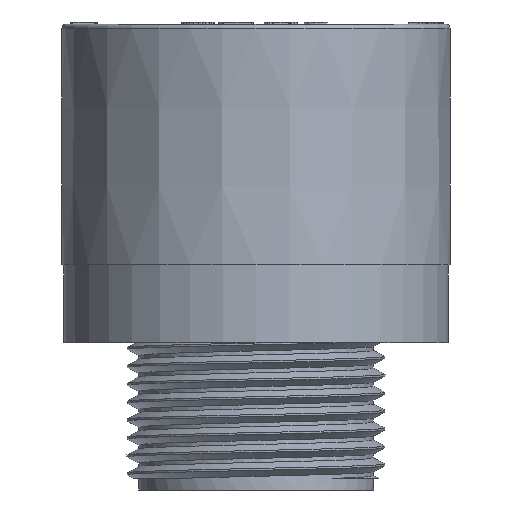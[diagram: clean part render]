
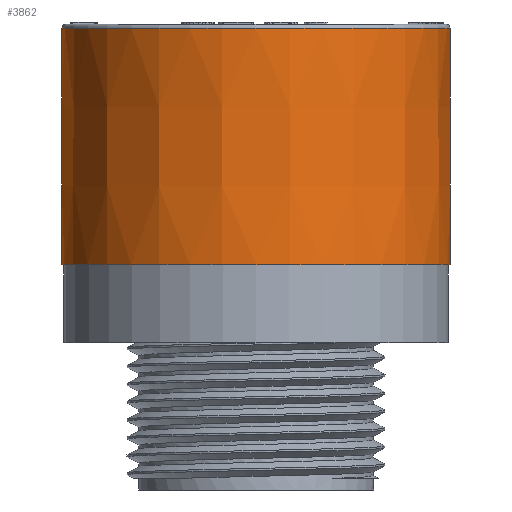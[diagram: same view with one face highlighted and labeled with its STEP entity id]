
A CAD part, left-side view. The second image highlights one B-rep face of the part: STEP entity #3862.
In plain terms, the highlighted conical face has half-angle 0.092 degrees and reference radius 25.05 mm.
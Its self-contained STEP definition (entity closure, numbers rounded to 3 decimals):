
#62=CONICAL_SURFACE('',#14565,25.05,0.092);
#3862=ADVANCED_FACE('',(#5428,#5429),#62,.T.);
#5428=FACE_BOUND('',#5505,.T.);
#5429=FACE_BOUND('',#5506,.T.);
#5505=EDGE_LOOP('',(#6854));
#5506=EDGE_LOOP('',(#6855));
#6854=ORIENTED_EDGE('',*,*,#12808,.T.);
#6855=ORIENTED_EDGE('',*,*,#12809,.T.);
#11307=VERTEX_POINT('',#22752);
#11308=VERTEX_POINT('',#22754);
#12808=EDGE_CURVE('',#11307,#11307,#14522,.T.);
#12809=EDGE_CURVE('',#11308,#11308,#14523,.T.);
#14522=CIRCLE('',#14563,25.05);
#14523=CIRCLE('',#14564,25.001);
#14563=AXIS2_PLACEMENT_3D('',#22751,#15396,#15397);
#14564=AXIS2_PLACEMENT_3D('',#22753,#15398,#15399);
#14565=AXIS2_PLACEMENT_3D('',#22755,#15400,#15401);
#15396=DIRECTION('',(0.,0.,1.));
#15397=DIRECTION('',(0.,-1.,0.));
#15398=DIRECTION('',(0.,0.,-1.));
#15399=DIRECTION('',(0.,1.,0.));
#15400=DIRECTION('',(0.,0.,-1.));
#15401=DIRECTION('',(0.,-1.,0.));
#22751=CARTESIAN_POINT('',(15.,423.5,14.504));
#22752=CARTESIAN_POINT('',(15.,398.45,14.504));
#22753=CARTESIAN_POINT('',(15.,423.5,45.005));
#22754=CARTESIAN_POINT('',(15.,448.501,45.005));
#22755=CARTESIAN_POINT('',(15.,423.5,14.504));
